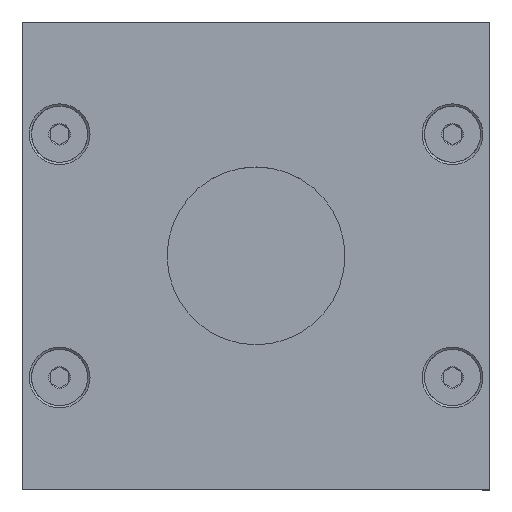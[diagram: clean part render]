
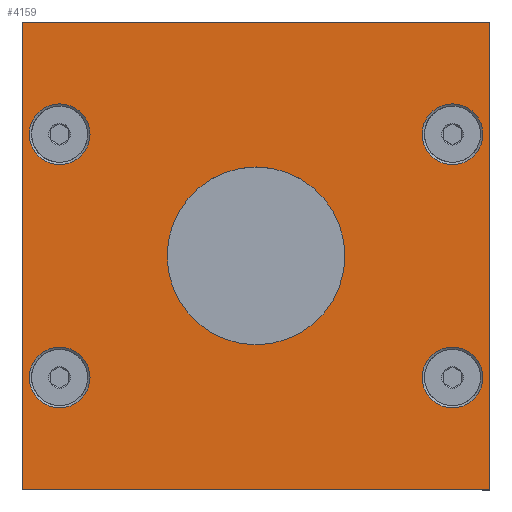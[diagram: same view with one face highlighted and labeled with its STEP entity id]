
A CAD part, top view. The second image highlights one B-rep face of the part: STEP entity #4159.
In plain terms, the highlighted planar face has unit normal (0, 0, 1).
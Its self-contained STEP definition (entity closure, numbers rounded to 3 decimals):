
#872 = EDGE_LOOP ( 'NONE', ( #13441 ) ) ;
#4159 = ADVANCED_FACE ( 'NONE', ( #15662, #55739, #95803, #76107, #46566, #18265 ), #28758, .T. ) ;
#6924 = DIRECTION ( 'NONE',  ( 1., 0., 0. ) ) ;
#9340 = CARTESIAN_POINT ( 'NONE',  ( -15.557, 25.218, 3.1 ) ) ;
#9596 = VECTOR ( 'NONE', #18260, 1000. ) ;
#11460 = ORIENTED_EDGE ( 'NONE', *, *, #37814, .T. ) ;
#11640 = CARTESIAN_POINT ( 'NONE',  ( 9.443, 0.218, 3.1 ) ) ;
#13441 = ORIENTED_EDGE ( 'NONE', *, *, #54330, .F. ) ;
#15662 = FACE_BOUND ( 'NONE', #97237, .T. ) ;
#17053 = EDGE_CURVE ( 'NONE', #126734, #126734, #42055, .T. ) ;
#18260 = DIRECTION ( 'NONE',  ( 0., 1., 0. ) ) ;
#18265 = FACE_OUTER_BOUND ( 'NONE', #118504, .T. ) ;
#20216 = DIRECTION ( 'NONE',  ( 1., 0., 0. ) ) ;
#20255 = CARTESIAN_POINT ( 'NONE',  ( -15.557, 25.218, 3.1 ) ) ;
#21476 = EDGE_CURVE ( 'NONE', #76254, #76254, #49931, .T. ) ;
#23652 = CARTESIAN_POINT ( 'NONE',  ( -15.557, -24.782, 3.1 ) ) ;
#25364 = ORIENTED_EDGE ( 'NONE', *, *, #57339, .F. ) ;
#28758 = PLANE ( 'NONE',  #45519 ) ;
#29960 = VERTEX_POINT ( 'NONE', #81240 ) ;
#32614 = VERTEX_POINT ( 'NONE', #123190 ) ;
#35440 = DIRECTION ( 'NONE',  ( 1., 0., 0. ) ) ;
#35558 = AXIS2_PLACEMENT_3D ( 'NONE', #43286, #55672, #55005 ) ;
#37814 = EDGE_CURVE ( 'NONE', #78943, #29960, #129198, .T. ) ;
#40157 = DIRECTION ( 'NONE',  ( -1., 0., 0. ) ) ;
#41795 = EDGE_CURVE ( 'NONE', #52533, #78943, #125339, .T. ) ;
#41843 = CIRCLE ( 'NONE', #35558, 3.25 ) ;
#42055 = CIRCLE ( 'NONE', #115394, 3.25 ) ;
#43286 = CARTESIAN_POINT ( 'NONE',  ( -11.557, -12.782, 3.1 ) ) ;
#45018 = ORIENTED_EDGE ( 'NONE', *, *, #41795, .T. ) ;
#45519 = AXIS2_PLACEMENT_3D ( 'NONE', #79303, #49175, #68218 ) ;
#46566 = FACE_BOUND ( 'NONE', #872, .T. ) ;
#49175 = DIRECTION ( 'NONE',  ( 0., 0., 1. ) ) ;
#49931 = CIRCLE ( 'NONE', #110734, 3.25 ) ;
#51694 = VERTEX_POINT ( 'NONE', #62832 ) ;
#52533 = VERTEX_POINT ( 'NONE', #104439 ) ;
#53363 = VECTOR ( 'NONE', #118117, 1000. ) ;
#54330 = EDGE_CURVE ( 'NONE', #51694, #51694, #124665, .T. ) ;
#55005 = DIRECTION ( 'NONE',  ( 1., 0., 0. ) ) ;
#55672 = DIRECTION ( 'NONE',  ( 0., 0., 1. ) ) ;
#55739 = FACE_BOUND ( 'NONE', #86068, .T. ) ;
#57339 = EDGE_CURVE ( 'NONE', #61552, #61552, #98225, .T. ) ;
#57811 = CARTESIAN_POINT ( 'NONE',  ( 33.693, 13.218, 3.1 ) ) ;
#61552 = VERTEX_POINT ( 'NONE', #112046 ) ;
#62832 = CARTESIAN_POINT ( 'NONE',  ( 18.943, 0.218, 3.1 ) ) ;
#64683 = DIRECTION ( 'NONE',  ( 0., 0., 1. ) ) ;
#66398 = DIRECTION ( 'NONE',  ( 0., 0., 1. ) ) ;
#68218 = DIRECTION ( 'NONE',  ( 1., 0., 0. ) ) ;
#69287 = EDGE_CURVE ( 'NONE', #29960, #92507, #69748, .T. ) ;
#69748 = LINE ( 'NONE', #9340, #100861 ) ;
#73285 = ORIENTED_EDGE ( 'NONE', *, *, #69287, .T. ) ;
#76107 = FACE_BOUND ( 'NONE', #82995, .T. ) ;
#76254 = VERTEX_POINT ( 'NONE', #95962 ) ;
#76474 = AXIS2_PLACEMENT_3D ( 'NONE', #11640, #110792, #20216 ) ;
#77729 = ORIENTED_EDGE ( 'NONE', *, *, #94798, .T. ) ;
#78102 = LINE ( 'NONE', #20255, #53363 ) ;
#78271 = EDGE_CURVE ( 'NONE', #32614, #32614, #41843, .T. ) ;
#78274 = ORIENTED_EDGE ( 'NONE', *, *, #78271, .F. ) ;
#78943 = VERTEX_POINT ( 'NONE', #97438 ) ;
#79303 = CARTESIAN_POINT ( 'NONE',  ( -15.557, -24.782, 3.1 ) ) ;
#81240 = CARTESIAN_POINT ( 'NONE',  ( 34.443, 25.218, 3.1 ) ) ;
#82995 = EDGE_LOOP ( 'NONE', ( #78274 ) ) ;
#84399 = DIRECTION ( 'NONE',  ( 0., 0., 1. ) ) ;
#86068 = EDGE_LOOP ( 'NONE', ( #104653 ) ) ;
#92309 = CARTESIAN_POINT ( 'NONE',  ( 30.443, -12.782, 3.1 ) ) ;
#92507 = VERTEX_POINT ( 'NONE', #109621 ) ;
#94274 = CARTESIAN_POINT ( 'NONE',  ( 30.443, 13.218, 3.1 ) ) ;
#94798 = EDGE_CURVE ( 'NONE', #92507, #52533, #78102, .T. ) ;
#95803 = FACE_BOUND ( 'NONE', #109657, .T. ) ;
#95962 = CARTESIAN_POINT ( 'NONE',  ( -8.307, 13.218, 3.1 ) ) ;
#97237 = EDGE_LOOP ( 'NONE', ( #103057 ) ) ;
#97438 = CARTESIAN_POINT ( 'NONE',  ( 34.443, -24.782, 3.1 ) ) ;
#98225 = CIRCLE ( 'NONE', #119159, 3.25 ) ;
#100861 = VECTOR ( 'NONE', #40157, 1000. ) ;
#103057 = ORIENTED_EDGE ( 'NONE', *, *, #21476, .F. ) ;
#104439 = CARTESIAN_POINT ( 'NONE',  ( -15.557, -24.782, 3.1 ) ) ;
#104653 = ORIENTED_EDGE ( 'NONE', *, *, #17053, .F. ) ;
#109621 = CARTESIAN_POINT ( 'NONE',  ( -15.557, 25.218, 3.1 ) ) ;
#109657 = EDGE_LOOP ( 'NONE', ( #25364 ) ) ;
#110734 = AXIS2_PLACEMENT_3D ( 'NONE', #118215, #66398, #116261 ) ;
#110792 = DIRECTION ( 'NONE',  ( 0., 0., 1. ) ) ;
#112046 = CARTESIAN_POINT ( 'NONE',  ( 33.693, -12.782, 3.1 ) ) ;
#115394 = AXIS2_PLACEMENT_3D ( 'NONE', #94274, #64683, #115853 ) ;
#115853 = DIRECTION ( 'NONE',  ( 1., 0., 0. ) ) ;
#116261 = DIRECTION ( 'NONE',  ( 1., 0., 0. ) ) ;
#118117 = DIRECTION ( 'NONE',  ( 0., -1., 0. ) ) ;
#118215 = CARTESIAN_POINT ( 'NONE',  ( -11.557, 13.218, 3.1 ) ) ;
#118504 = EDGE_LOOP ( 'NONE', ( #77729, #45018, #11460, #73285 ) ) ;
#119159 = AXIS2_PLACEMENT_3D ( 'NONE', #92309, #84399, #6924 ) ;
#119336 = CARTESIAN_POINT ( 'NONE',  ( 34.443, 25.218, 3.1 ) ) ;
#121651 = VECTOR ( 'NONE', #35440, 1000. ) ;
#123190 = CARTESIAN_POINT ( 'NONE',  ( -8.307, -12.782, 3.1 ) ) ;
#124665 = CIRCLE ( 'NONE', #76474, 9.5 ) ;
#125339 = LINE ( 'NONE', #23652, #121651 ) ;
#126734 = VERTEX_POINT ( 'NONE', #57811 ) ;
#129198 = LINE ( 'NONE', #119336, #9596 ) ;
